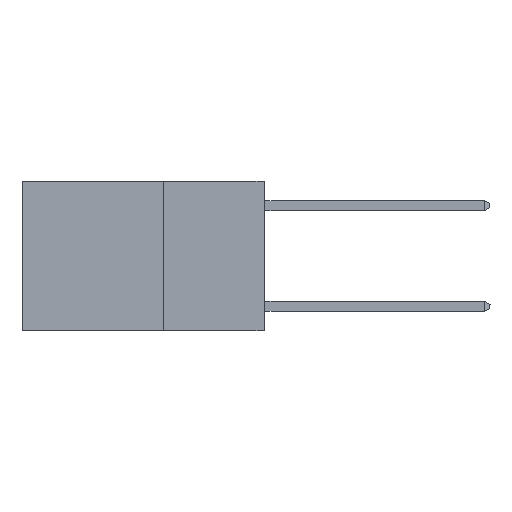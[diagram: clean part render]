
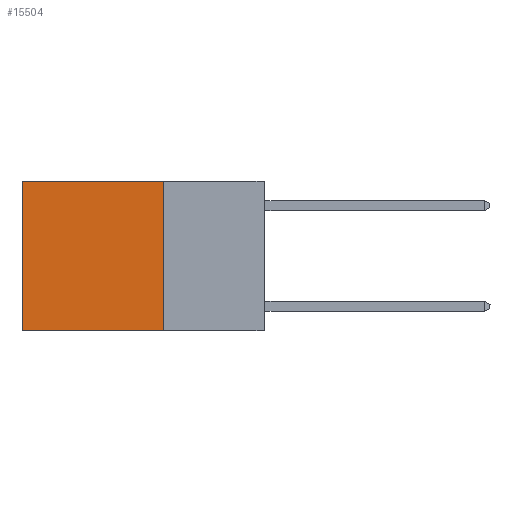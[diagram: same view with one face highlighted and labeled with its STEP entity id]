
A CAD part, left-side view. The second image highlights one B-rep face of the part: STEP entity #15504.
In plain terms, the highlighted planar face has unit normal (-1, 0, 0).
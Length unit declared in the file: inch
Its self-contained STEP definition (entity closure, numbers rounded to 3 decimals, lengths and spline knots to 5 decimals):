
#498 = DIRECTION ( 'NONE',  ( 0., 0., -1. ) ) ;
#818 = LINE ( 'NONE', #15383, #11709 ) ;
#1362 = CARTESIAN_POINT ( 'NONE',  ( 0.2625, 0.25, 0. ) ) ;
#2589 = CARTESIAN_POINT ( 'NONE',  ( 0.2625, 0.25, 0. ) ) ;
#3296 = DIRECTION ( 'NONE',  ( 0., 1., 0. ) ) ;
#4075 = EDGE_CURVE ( 'NONE', #8864, #16808, #818, .T. ) ;
#4347 = DIRECTION ( 'NONE',  ( 0., 0., -1. ) ) ;
#4663 = ORIENTED_EDGE ( 'NONE', *, *, #16838, .F. ) ;
#5250 = EDGE_CURVE ( 'NONE', #21070, #8794, #6840, .T. ) ;
#6270 = ORIENTED_EDGE ( 'NONE', *, *, #16120, .T. ) ;
#6840 = LINE ( 'NONE', #1362, #21500 ) ;
#6936 = EDGE_LOOP ( 'NONE', ( #6270, #9053, #4663, #10042 ) ) ;
#7272 = LINE ( 'NONE', #19610, #11786 ) ;
#7626 = VECTOR ( 'NONE', #4347, 39.37008 ) ;
#7677 = CARTESIAN_POINT ( 'NONE',  ( 0.2625, 0.25, 0. ) ) ;
#8013 = CARTESIAN_POINT ( 'NONE',  ( 0.2625, 0.25, -0.37 ) ) ;
#8510 = DIRECTION ( 'NONE',  ( 1., 0., 0. ) ) ;
#8794 = VERTEX_POINT ( 'NONE', #13518 ) ;
#8864 = VERTEX_POINT ( 'NONE', #8013 ) ;
#9053 = ORIENTED_EDGE ( 'NONE', *, *, #4075, .F. ) ;
#10042 = ORIENTED_EDGE ( 'NONE', *, *, #5250, .T. ) ;
#10132 = CARTESIAN_POINT ( 'NONE',  ( 0.2625, 0.6, 0. ) ) ;
#10999 = FACE_OUTER_BOUND ( 'NONE', #6936, .T. ) ;
#11655 = DIRECTION ( 'NONE',  ( 0., 1., 0. ) ) ;
#11709 = VECTOR ( 'NONE', #11655, 39.37008 ) ;
#11786 = VECTOR ( 'NONE', #498, 39.37008 ) ;
#13518 = CARTESIAN_POINT ( 'NONE',  ( 0.2625, 0.6, 0. ) ) ;
#15383 = CARTESIAN_POINT ( 'NONE',  ( 0.2625, 0.25, -0.37 ) ) ;
#15461 = AXIS2_PLACEMENT_3D ( 'NONE', #2589, #8510, #21835 ) ;
#15504 = ADVANCED_FACE ( 'NONE', ( #10999 ), #17989, .F. ) ;
#16120 = EDGE_CURVE ( 'NONE', #8794, #16808, #18394, .T. ) ;
#16808 = VERTEX_POINT ( 'NONE', #21523 ) ;
#16838 = EDGE_CURVE ( 'NONE', #21070, #8864, #7272, .T. ) ;
#17989 = PLANE ( 'NONE',  #15461 ) ;
#18394 = LINE ( 'NONE', #10132, #7626 ) ;
#19610 = CARTESIAN_POINT ( 'NONE',  ( 0.2625, 0.25, 0. ) ) ;
#21070 = VERTEX_POINT ( 'NONE', #7677 ) ;
#21500 = VECTOR ( 'NONE', #3296, 39.37008 ) ;
#21523 = CARTESIAN_POINT ( 'NONE',  ( 0.2625, 0.6, -0.37 ) ) ;
#21835 = DIRECTION ( 'NONE',  ( 0., 0., -1. ) ) ;
